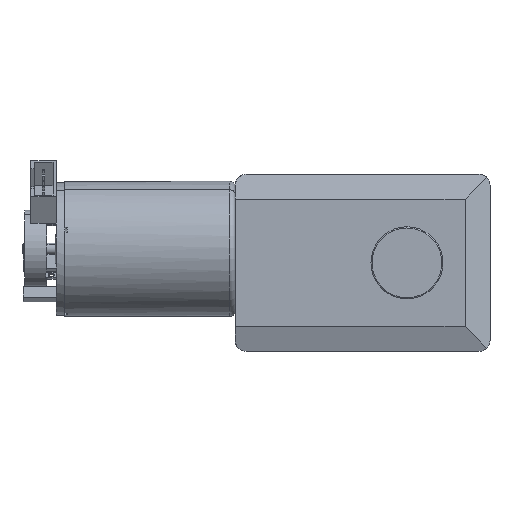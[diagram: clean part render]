
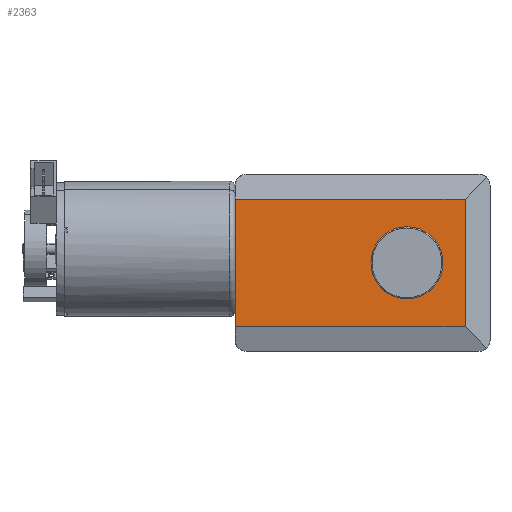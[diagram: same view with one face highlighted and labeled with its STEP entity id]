
A CAD part, front view. The second image highlights one B-rep face of the part: STEP entity #2363.
In plain terms, the highlighted planar face has unit normal (0, -1, 0).
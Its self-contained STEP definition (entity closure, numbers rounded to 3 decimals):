
#165 = EDGE_CURVE ( 'NONE', #3555, #12173, #2334, .T. ) ;
#180 = EDGE_CURVE ( 'NONE', #12173, #976, #5332, .T. ) ;
#194 = CARTESIAN_POINT ( 'NONE',  ( 18.5, -20.5, -11.5 ) ) ;
#199 = DIRECTION ( 'NONE',  ( 0., 0., -1. ) ) ;
#289 = DIRECTION ( 'NONE',  ( -1., 0., 0. ) ) ;
#695 = EDGE_CURVE ( 'NONE', #10486, #976, #10430, .T. ) ;
#712 = CARTESIAN_POINT ( 'NONE',  ( 18.5, -20.5, 11.5 ) ) ;
#976 = VERTEX_POINT ( 'NONE', #1647 ) ;
#1275 = ORIENTED_EDGE ( 'NONE', *, *, #180, .T. ) ;
#1309 = DIRECTION ( 'NONE',  ( 0., -1., 0. ) ) ;
#1397 = EDGE_CURVE ( 'NONE', #2708, #12441, #10868, .T. ) ;
#1467 = LINE ( 'NONE', #5859, #4752 ) ;
#1567 = EDGE_LOOP ( 'NONE', ( #10920, #5080 ) ) ;
#1647 = CARTESIAN_POINT ( 'NONE',  ( -23., -20.5, -11.5 ) ) ;
#1701 = VECTOR ( 'NONE', #5023, 1000. ) ;
#2036 = DIRECTION ( 'NONE',  ( 0., 0., 1. ) ) ;
#2186 = DIRECTION ( 'NONE',  ( 0., 0., -1. ) ) ;
#2334 = LINE ( 'NONE', #8848, #7417 ) ;
#2363 = ADVANCED_FACE ( 'NONE', ( #12052, #12342 ), #8070, .T. ) ;
#2708 = VERTEX_POINT ( 'NONE', #8684 ) ;
#2844 = CIRCLE ( 'NONE', #8596, 6.5 ) ;
#3051 = CARTESIAN_POINT ( 'NONE',  ( 23., -20.5, -11.5 ) ) ;
#3414 = CARTESIAN_POINT ( 'NONE',  ( -21., -20.5, 14. ) ) ;
#3555 = VERTEX_POINT ( 'NONE', #712 ) ;
#3663 = CARTESIAN_POINT ( 'NONE',  ( 8., -20.5, 0. ) ) ;
#4078 = DIRECTION ( 'NONE',  ( 0., -1., 0. ) ) ;
#4154 = CARTESIAN_POINT ( 'NONE',  ( -23., -20.5, 14. ) ) ;
#4309 = DIRECTION ( 'NONE',  ( 0., 0., -1. ) ) ;
#4752 = VECTOR ( 'NONE', #2036, 1000. ) ;
#5023 = DIRECTION ( 'NONE',  ( -1., 0., 0. ) ) ;
#5047 = AXIS2_PLACEMENT_3D ( 'NONE', #3414, #1309, #4309 ) ;
#5080 = ORIENTED_EDGE ( 'NONE', *, *, #6827, .F. ) ;
#5332 = LINE ( 'NONE', #4154, #7275 ) ;
#5836 = AXIS2_PLACEMENT_3D ( 'NONE', #9819, #4078, #2186 ) ;
#5859 = CARTESIAN_POINT ( 'NONE',  ( 18.5, -20.5, -16. ) ) ;
#6548 = ORIENTED_EDGE ( 'NONE', *, *, #695, .F. ) ;
#6827 = EDGE_CURVE ( 'NONE', #12441, #2708, #2844, .T. ) ;
#7275 = VECTOR ( 'NONE', #199, 1000. ) ;
#7417 = VECTOR ( 'NONE', #289, 1000. ) ;
#7789 = CARTESIAN_POINT ( 'NONE',  ( -23., -20.5, 11.5 ) ) ;
#7983 = ORIENTED_EDGE ( 'NONE', *, *, #165, .T. ) ;
#8070 = PLANE ( 'NONE',  #5047 ) ;
#8596 = AXIS2_PLACEMENT_3D ( 'NONE', #3663, #10266, #11231 ) ;
#8684 = CARTESIAN_POINT ( 'NONE',  ( 8., -20.5, 6.5 ) ) ;
#8829 = CARTESIAN_POINT ( 'NONE',  ( 8., -20.5, -6.5 ) ) ;
#8848 = CARTESIAN_POINT ( 'NONE',  ( 23., -20.5, 11.5 ) ) ;
#9612 = EDGE_LOOP ( 'NONE', ( #10537, #7983, #1275, #6548 ) ) ;
#9819 = CARTESIAN_POINT ( 'NONE',  ( 8., -20.5, 0. ) ) ;
#10266 = DIRECTION ( 'NONE',  ( 0., -1., 0. ) ) ;
#10396 = EDGE_CURVE ( 'NONE', #10486, #3555, #1467, .T. ) ;
#10430 = LINE ( 'NONE', #3051, #1701 ) ;
#10486 = VERTEX_POINT ( 'NONE', #194 ) ;
#10537 = ORIENTED_EDGE ( 'NONE', *, *, #10396, .T. ) ;
#10868 = CIRCLE ( 'NONE', #5836, 6.5 ) ;
#10920 = ORIENTED_EDGE ( 'NONE', *, *, #1397, .F. ) ;
#11231 = DIRECTION ( 'NONE',  ( 0., 0., -1. ) ) ;
#12052 = FACE_BOUND ( 'NONE', #1567, .T. ) ;
#12173 = VERTEX_POINT ( 'NONE', #7789 ) ;
#12342 = FACE_OUTER_BOUND ( 'NONE', #9612, .T. ) ;
#12441 = VERTEX_POINT ( 'NONE', #8829 ) ;
